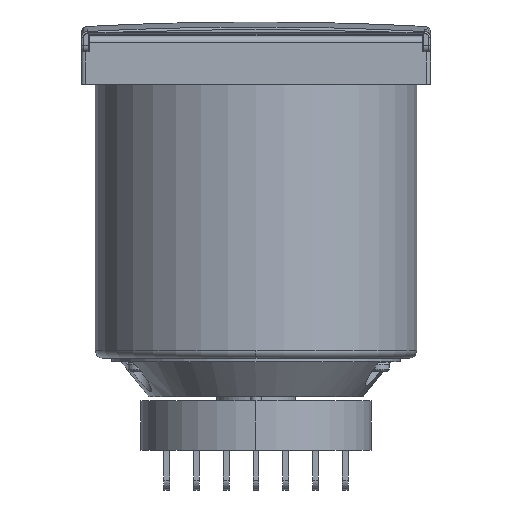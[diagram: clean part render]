
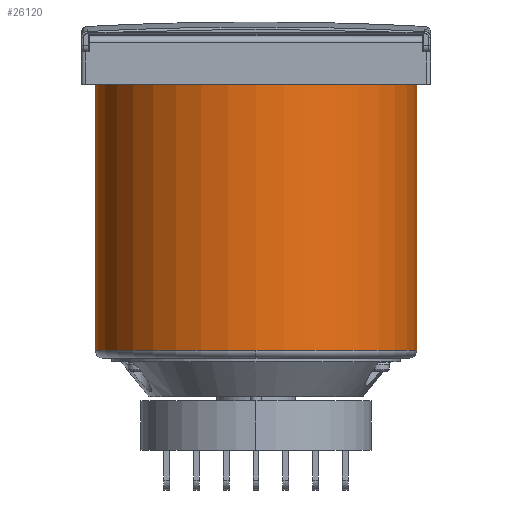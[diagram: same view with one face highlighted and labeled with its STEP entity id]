
A CAD part, front view. The second image highlights one B-rep face of the part: STEP entity #26120.
In plain terms, the highlighted cylindrical face has radius 40.5 mm (diameter 81 mm), a partial arc.
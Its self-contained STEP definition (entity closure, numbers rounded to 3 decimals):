
#525 = ORIENTED_EDGE ( 'NONE', *, *, #5300, .T. ) ;
#2493 = CARTESIAN_POINT ( 'NONE',  ( 0., 0., 72. ) ) ;
#2628 = ORIENTED_EDGE ( 'NONE', *, *, #5601, .T. ) ;
#4674 = DIRECTION ( 'NONE',  ( -1., 0., 0. ) ) ;
#5081 = CARTESIAN_POINT ( 'NONE',  ( 40.5, 0., 72. ) ) ;
#5119 = CIRCLE ( 'NONE', #8312, 40.5 ) ;
#5219 = DIRECTION ( 'NONE',  ( 0., 0., -1. ) ) ;
#5300 = EDGE_CURVE ( 'NONE', #28027, #22987, #5119, .T. ) ;
#5601 = EDGE_CURVE ( 'NONE', #17956, #38132, #38522, .T. ) ;
#6523 = AXIS2_PLACEMENT_3D ( 'NONE', #16006, #37012, #21908 ) ;
#7883 = EDGE_CURVE ( 'NONE', #38675, #28027, #37213, .T. ) ;
#8312 = AXIS2_PLACEMENT_3D ( 'NONE', #33205, #33967, #33158 ) ;
#9576 = CARTESIAN_POINT ( 'NONE',  ( -40.5, 0., 3. ) ) ;
#13854 = CARTESIAN_POINT ( 'NONE',  ( 0., 0., 70. ) ) ;
#13954 = ORIENTED_EDGE ( 'NONE', *, *, #7883, .T. ) ;
#15370 = AXIS2_PLACEMENT_3D ( 'NONE', #13854, #26319, #4674 ) ;
#16006 = CARTESIAN_POINT ( 'NONE',  ( 0., 0., 3. ) ) ;
#16164 = CARTESIAN_POINT ( 'NONE',  ( -40.5, 0., 70. ) ) ;
#16684 = CARTESIAN_POINT ( 'NONE',  ( 40.5, 0., 3. ) ) ;
#17469 = CARTESIAN_POINT ( 'NONE',  ( 0., -40.5, 70. ) ) ;
#17874 = LINE ( 'NONE', #20896, #17915 ) ;
#17915 = VECTOR ( 'NONE', #38700, 1000. ) ;
#17956 = VERTEX_POINT ( 'NONE', #9576 ) ;
#18200 = DIRECTION ( 'NONE',  ( -1., 0., 0. ) ) ;
#18894 = LINE ( 'NONE', #5081, #31176 ) ;
#20896 = CARTESIAN_POINT ( 'NONE',  ( -40.5, 0., 72. ) ) ;
#21908 = DIRECTION ( 'NONE',  ( -1., 0., 0. ) ) ;
#22879 = AXIS2_PLACEMENT_3D ( 'NONE', #2493, #24203, #18200 ) ;
#22987 = VERTEX_POINT ( 'NONE', #16164 ) ;
#24203 = DIRECTION ( 'NONE',  ( 0., 0., -1. ) ) ;
#25355 = EDGE_CURVE ( 'NONE', #22987, #17956, #17874, .T. ) ;
#26033 = EDGE_CURVE ( 'NONE', #38675, #38132, #18894, .T. ) ;
#26120 = ADVANCED_FACE ( 'NONE', ( #32082 ), #33975, .T. ) ;
#26319 = DIRECTION ( 'NONE',  ( 0., 0., -1. ) ) ;
#27309 = ORIENTED_EDGE ( 'NONE', *, *, #26033, .F. ) ;
#28027 = VERTEX_POINT ( 'NONE', #17469 ) ;
#29763 = ORIENTED_EDGE ( 'NONE', *, *, #25355, .T. ) ;
#31176 = VECTOR ( 'NONE', #5219, 1000. ) ;
#32082 = FACE_OUTER_BOUND ( 'NONE', #33489, .T. ) ;
#33158 = DIRECTION ( 'NONE',  ( -1., 0., 0. ) ) ;
#33205 = CARTESIAN_POINT ( 'NONE',  ( 0., 0., 70. ) ) ;
#33489 = EDGE_LOOP ( 'NONE', ( #27309, #13954, #525, #29763, #2628 ) ) ;
#33967 = DIRECTION ( 'NONE',  ( 0., 0., -1. ) ) ;
#33975 = CYLINDRICAL_SURFACE ( 'NONE', #22879, 40.5 ) ;
#36936 = CARTESIAN_POINT ( 'NONE',  ( 40.5, 0., 70. ) ) ;
#37012 = DIRECTION ( 'NONE',  ( 0., 0., 1. ) ) ;
#37213 = CIRCLE ( 'NONE', #15370, 40.5 ) ;
#38132 = VERTEX_POINT ( 'NONE', #16684 ) ;
#38522 = CIRCLE ( 'NONE', #6523, 40.5 ) ;
#38675 = VERTEX_POINT ( 'NONE', #36936 ) ;
#38700 = DIRECTION ( 'NONE',  ( 0., 0., -1. ) ) ;
